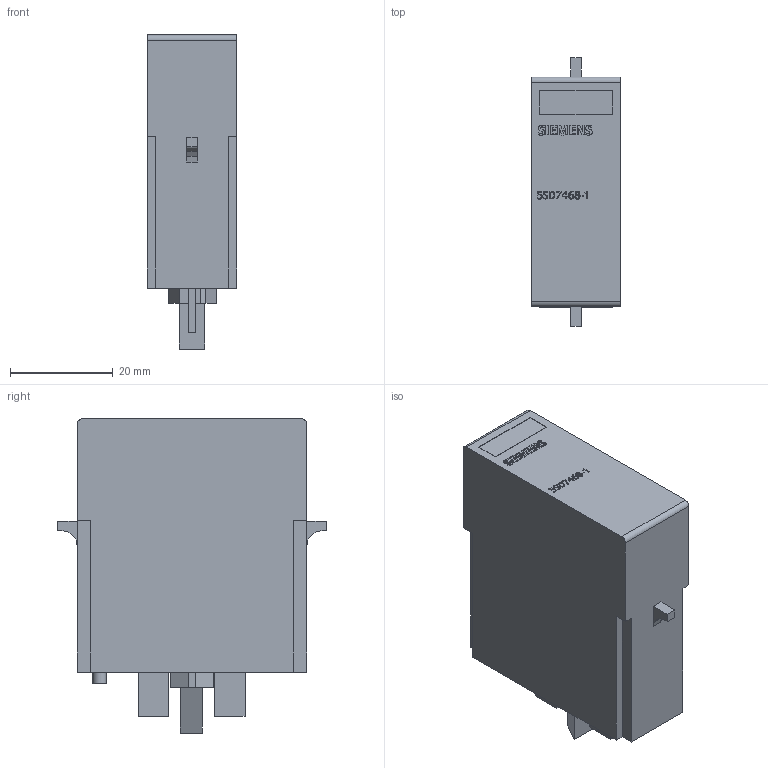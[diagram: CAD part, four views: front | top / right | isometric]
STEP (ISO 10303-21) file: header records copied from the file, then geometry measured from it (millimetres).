
FILE_DESCRIPTION(/* description */ (''),/* implementation_level */ '2;1');
FILE_NAME(/* name */ '5SD7468-1_v.stp',/* time_stamp */ '2023-03-23T10:49:30+01:00',/* author */ ('"(c) Siemens AG Smart Infrastructure"'),/* organization */ ('"(c) Siemens AG - Smart Infrastructure - EP"'),/* preprocessor_version */ 'ST-DEVELOPER v18.101',/* originating_system */ 'SIEMENS PLM Software NX 2008',/* authorisation */ '"Transmittal reproduction, dissemination and/or editing of this document as well as utilization of its contents and communication thereof to others without express authorization is prohibited. Offenders will be held liable for payment of damages. All rights created by patent grant or registration of a utility model or design patent are reserved."');
FILE_SCHEMA (('AUTOMOTIVE_DESIGN { 1 0 10303 214 3 1 1 1 }'));
Length unit declared in the file: millimetre
Products named in the file (1): model3
Bounding box: 17.5 x 52.4 x 61.3 mm (x, y, z)
Volume: 38619 mm3; surface area: 8279 mm2
Topology: 1 solids, 1 shells, 220 faces, 588 edges, 401 vertices
Faces by surface type: plane 185, extrusion 32, cylinder 3
Full cylindrical faces by diameter (mm): 2.6 x1
Entity records: 9531 total; most frequent: CARTESIAN_POINT 3330, ORIENTED_EDGE 1132, DIRECTION 732, EDGE_CURVE 566, VERTEX_POINT 378, VECTOR 332, B_SPLINE_CURVE_WITH_KNOTS 313, LINE 300
